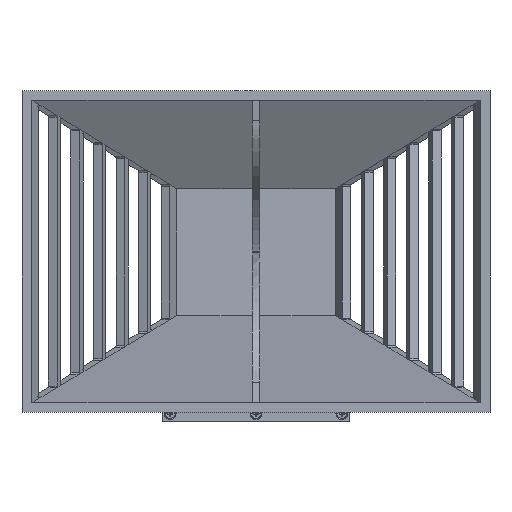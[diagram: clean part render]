
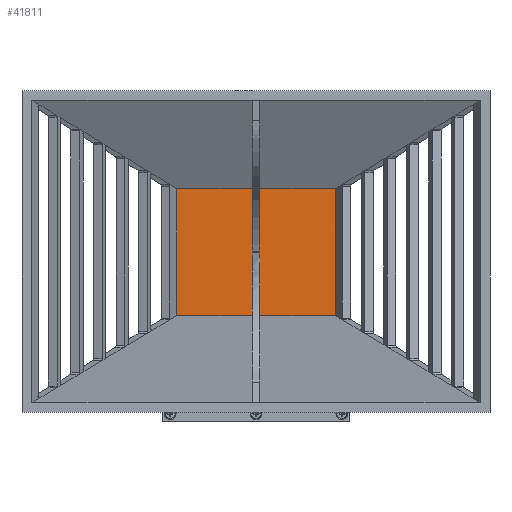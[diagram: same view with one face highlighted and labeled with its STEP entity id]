
A CAD part, top view. The second image highlights one B-rep face of the part: STEP entity #41811.
In plain terms, the highlighted planar face has unit normal (0, 0, 1).
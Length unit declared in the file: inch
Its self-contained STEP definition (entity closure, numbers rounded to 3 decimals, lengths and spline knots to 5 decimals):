
#12 = EDGE_CURVE ( 'NONE', #41520, #9058, #1084, .T. ) ;
#586 = VECTOR ( 'NONE', #18476, 39.37008 ) ;
#820 = LINE ( 'NONE', #26013, #31666 ) ;
#942 = LINE ( 'NONE', #29734, #30903 ) ;
#1084 = LINE ( 'NONE', #30222, #1530 ) ;
#1530 = VECTOR ( 'NONE', #5796, 39.37008 ) ;
#1700 = CARTESIAN_POINT ( 'NONE',  ( 1.67323, -1.33858, 0. ) ) ;
#2202 = CARTESIAN_POINT ( 'NONE',  ( -0.07874, 1.4201, 0. ) ) ;
#2259 = ORIENTED_EDGE ( 'NONE', *, *, #12, .T. ) ;
#2328 = AXIS2_PLACEMENT_3D ( 'NONE', #27243, #28533, #3329 ) ;
#3329 = DIRECTION ( 'NONE',  ( 0., -1., 0. ) ) ;
#4437 = VECTOR ( 'NONE', #18871, 39.37008 ) ;
#4665 = LINE ( 'NONE', #15744, #4437 ) ;
#5224 = CARTESIAN_POINT ( 'NONE',  ( -0.07874, 0., 0. ) ) ;
#5435 = CARTESIAN_POINT ( 'NONE',  ( 0.07874, 0.01575, 0. ) ) ;
#5690 = CARTESIAN_POINT ( 'NONE',  ( -0.07874, -0.01575, 0. ) ) ;
#5796 = DIRECTION ( 'NONE',  ( 0., -1., 0. ) ) ;
#5938 = CARTESIAN_POINT ( 'NONE',  ( 0.07874, -1.33858, 0. ) ) ;
#6029 = CARTESIAN_POINT ( 'NONE',  ( 1.67323, 1.33858, 0. ) ) ;
#6370 = ORIENTED_EDGE ( 'NONE', *, *, #35957, .F. ) ;
#6654 = FACE_OUTER_BOUND ( 'NONE', #14256, .T. ) ;
#7504 = LINE ( 'NONE', #6029, #37779 ) ;
#7927 = ORIENTED_EDGE ( 'NONE', *, *, #10697, .T. ) ;
#8817 = CARTESIAN_POINT ( 'NONE',  ( 1.67323, 1.33858, 0. ) ) ;
#8880 = VECTOR ( 'NONE', #43415, 39.37008 ) ;
#9058 = VERTEX_POINT ( 'NONE', #5938 ) ;
#9570 = EDGE_CURVE ( 'NONE', #27322, #41901, #7504, .T. ) ;
#9592 = CARTESIAN_POINT ( 'NONE',  ( 0., -0.01575, 0. ) ) ;
#9606 = CARTESIAN_POINT ( 'NONE',  ( 0., 1.33858, 0. ) ) ;
#10348 = EDGE_CURVE ( 'NONE', #22909, #44032, #27690, .T. ) ;
#10697 = EDGE_CURVE ( 'NONE', #15114, #41520, #14524, .T. ) ;
#11146 = ORIENTED_EDGE ( 'NONE', *, *, #16624, .F. ) ;
#11184 = EDGE_CURVE ( 'NONE', #41901, #38927, #820, .T. ) ;
#11720 = LINE ( 'NONE', #5224, #26879 ) ;
#12871 = DIRECTION ( 'NONE',  ( 0., -1., 0. ) ) ;
#12882 = EDGE_CURVE ( 'NONE', #34264, #18017, #39659, .T. ) ;
#13916 = DIRECTION ( 'NONE',  ( 1., 0., 0. ) ) ;
#14066 = LINE ( 'NONE', #39159, #586 ) ;
#14256 = EDGE_LOOP ( 'NONE', ( #26456, #11146, #6370, #22140, #25514, #43464, #33887, #29098, #7927, #2259, #36448, #29609 ) ) ;
#14524 = LINE ( 'NONE', #9592, #29709 ) ;
#14861 = EDGE_CURVE ( 'NONE', #44032, #34264, #4665, .T. ) ;
#15114 = VERTEX_POINT ( 'NONE', #5690 ) ;
#15744 = CARTESIAN_POINT ( 'NONE',  ( -1.67323, 1.33858, 0. ) ) ;
#16230 = DIRECTION ( 'NONE',  ( 0., 1., 0. ) ) ;
#16624 = EDGE_CURVE ( 'NONE', #30290, #38927, #14066, .T. ) ;
#16691 = DIRECTION ( 'NONE',  ( 0., 1., 0. ) ) ;
#17031 = CARTESIAN_POINT ( 'NONE',  ( 0.07874, 1.33858, 0. ) ) ;
#18017 = VERTEX_POINT ( 'NONE', #20473 ) ;
#18431 = CARTESIAN_POINT ( 'NONE',  ( -1.67323, -1.33858, 0. ) ) ;
#18476 = DIRECTION ( 'NONE',  ( 0., 1., 0. ) ) ;
#18871 = DIRECTION ( 'NONE',  ( 0., -1., 0. ) ) ;
#19379 = CARTESIAN_POINT ( 'NONE',  ( -0.07874, 1.33858, 0. ) ) ;
#20473 = CARTESIAN_POINT ( 'NONE',  ( -0.07874, -1.33858, 0. ) ) ;
#21121 = CARTESIAN_POINT ( 'NONE',  ( 0., 0.01575, 0. ) ) ;
#21300 = VERTEX_POINT ( 'NONE', #44725 ) ;
#21589 = CARTESIAN_POINT ( 'NONE',  ( 0.07874, -0.01575, 0. ) ) ;
#22140 = ORIENTED_EDGE ( 'NONE', *, *, #24210, .T. ) ;
#22858 = DIRECTION ( 'NONE',  ( 1., 0., 0. ) ) ;
#22909 = VERTEX_POINT ( 'NONE', #19379 ) ;
#22940 = VECTOR ( 'NONE', #13916, 39.37008 ) ;
#23613 = DIRECTION ( 'NONE',  ( 1., 0., 0. ) ) ;
#23662 = LINE ( 'NONE', #21121, #22940 ) ;
#24210 = EDGE_CURVE ( 'NONE', #21300, #22909, #30183, .T. ) ;
#25104 = DIRECTION ( 'NONE',  ( -1., 0., 0. ) ) ;
#25514 = ORIENTED_EDGE ( 'NONE', *, *, #10348, .T. ) ;
#26013 = CARTESIAN_POINT ( 'NONE',  ( 0., 1.33858, 0. ) ) ;
#26456 = ORIENTED_EDGE ( 'NONE', *, *, #11184, .T. ) ;
#26879 = VECTOR ( 'NONE', #12871, 39.37008 ) ;
#27243 = CARTESIAN_POINT ( 'NONE',  ( 0., 0., 0. ) ) ;
#27322 = VERTEX_POINT ( 'NONE', #1700 ) ;
#27690 = LINE ( 'NONE', #9606, #42718 ) ;
#28533 = DIRECTION ( 'NONE',  ( 0., 0., -1. ) ) ;
#29098 = ORIENTED_EDGE ( 'NONE', *, *, #36598, .F. ) ;
#29609 = ORIENTED_EDGE ( 'NONE', *, *, #9570, .T. ) ;
#29709 = VECTOR ( 'NONE', #23613, 39.37008 ) ;
#29734 = CARTESIAN_POINT ( 'NONE',  ( 0., -1.33858, 0. ) ) ;
#29805 = EDGE_CURVE ( 'NONE', #9058, #27322, #942, .T. ) ;
#30183 = LINE ( 'NONE', #2202, #30473 ) ;
#30222 = CARTESIAN_POINT ( 'NONE',  ( 0.07874, 0., 0. ) ) ;
#30290 = VERTEX_POINT ( 'NONE', #5435 ) ;
#30473 = VECTOR ( 'NONE', #16230, 39.37008 ) ;
#30903 = VECTOR ( 'NONE', #22858, 39.37008 ) ;
#31666 = VECTOR ( 'NONE', #25104, 39.37008 ) ;
#33887 = ORIENTED_EDGE ( 'NONE', *, *, #12882, .T. ) ;
#34264 = VERTEX_POINT ( 'NONE', #18431 ) ;
#35957 = EDGE_CURVE ( 'NONE', #21300, #30290, #23662, .T. ) ;
#36448 = ORIENTED_EDGE ( 'NONE', *, *, #29805, .T. ) ;
#36598 = EDGE_CURVE ( 'NONE', #15114, #18017, #11720, .T. ) ;
#37779 = VECTOR ( 'NONE', #16691, 39.37008 ) ;
#38927 = VERTEX_POINT ( 'NONE', #17031 ) ;
#39159 = CARTESIAN_POINT ( 'NONE',  ( 0.07874, 1.4201, 0. ) ) ;
#39659 = LINE ( 'NONE', #43098, #8880 ) ;
#40335 = DIRECTION ( 'NONE',  ( -1., 0., 0. ) ) ;
#41520 = VERTEX_POINT ( 'NONE', #21589 ) ;
#41551 = PLANE ( 'NONE',  #2328 ) ;
#41811 = ADVANCED_FACE ( 'NONE', ( #6654 ), #41551, .F. ) ;
#41901 = VERTEX_POINT ( 'NONE', #8817 ) ;
#42718 = VECTOR ( 'NONE', #40335, 39.37008 ) ;
#43098 = CARTESIAN_POINT ( 'NONE',  ( 0., -1.33858, 0. ) ) ;
#43415 = DIRECTION ( 'NONE',  ( 1., 0., 0. ) ) ;
#43464 = ORIENTED_EDGE ( 'NONE', *, *, #14861, .T. ) ;
#44032 = VERTEX_POINT ( 'NONE', #45236 ) ;
#44725 = CARTESIAN_POINT ( 'NONE',  ( -0.07874, 0.01575, 0. ) ) ;
#45236 = CARTESIAN_POINT ( 'NONE',  ( -1.67323, 1.33858, 0. ) ) ;
